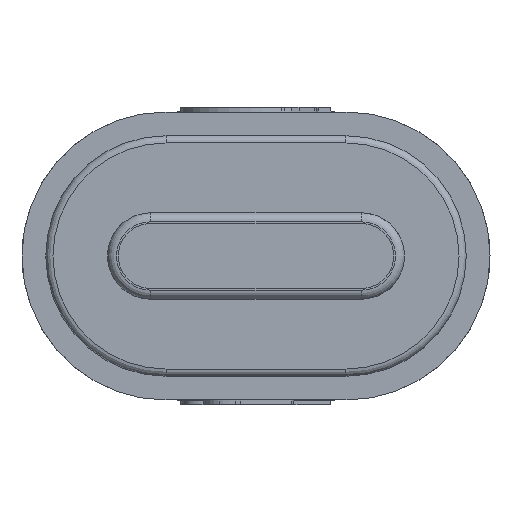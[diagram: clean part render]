
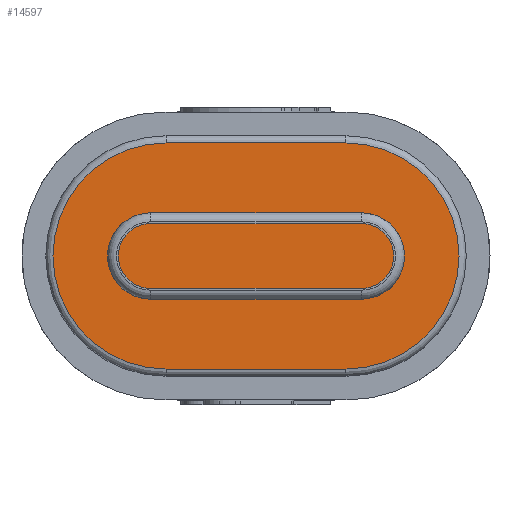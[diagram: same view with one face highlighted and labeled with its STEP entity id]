
A CAD part, left-side view. The second image highlights one B-rep face of the part: STEP entity #14597.
In plain terms, the highlighted face is planar.
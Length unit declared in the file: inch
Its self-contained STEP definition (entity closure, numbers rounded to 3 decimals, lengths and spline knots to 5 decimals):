
#48 = VECTOR ( 'NONE', #1997, 39.37008 ) ;
#1997 = DIRECTION ( 'NONE',  ( 1., 0., 0. ) ) ;
#2232 = CARTESIAN_POINT ( 'NONE',  ( 640.88293, 571.31176, 0.12362 ) ) ;
#2558 = ORIENTED_EDGE ( 'NONE', *, *, #15757, .T. ) ;
#3030 = EDGE_CURVE ( 'NONE', #8294, #4462, #3602, .T. ) ;
#3252 = EDGE_CURVE ( 'NONE', #15448, #8294, #10915, .T. ) ;
#3602 = CIRCLE ( 'NONE', #15656, 0.12362 ) ;
#4417 = AXIS2_PLACEMENT_3D ( 'NONE', #5217, #5124, #11025 ) ;
#4462 = VERTEX_POINT ( 'NONE', #2232 ) ;
#4702 = ORIENTED_EDGE ( 'NONE', *, *, #3252, .T. ) ;
#5009 = CARTESIAN_POINT ( 'NONE',  ( 640.88293, 571.31176, -0.12362 ) ) ;
#5124 = DIRECTION ( 'NONE',  ( 0., 1., 0. ) ) ;
#5217 = CARTESIAN_POINT ( 'NONE',  ( 640.98135, 571.31176, -0.1315 ) ) ;
#5474 = CARTESIAN_POINT ( 'NONE',  ( 641.07978, 571.31176, 0.12362 ) ) ;
#5578 = DIRECTION ( 'NONE',  ( 0., 0., 1. ) ) ;
#6152 = LINE ( 'NONE', #12060, #48 ) ;
#7424 = CARTESIAN_POINT ( 'NONE',  ( 641.07978, 571.31176, 0. ) ) ;
#8205 = CARTESIAN_POINT ( 'NONE',  ( 640.98135, 571.31176, -0.12362 ) ) ;
#8294 = VERTEX_POINT ( 'NONE', #5009 ) ;
#8918 = ORIENTED_EDGE ( 'NONE', *, *, #17745, .T. ) ;
#10915 = LINE ( 'NONE', #8205, #17779 ) ;
#11025 = DIRECTION ( 'NONE',  ( 1., 0., 0. ) ) ;
#11297 = DIRECTION ( 'NONE',  ( -1., 0., 0. ) ) ;
#11873 = DIRECTION ( 'NONE',  ( 0., 1., 0. ) ) ;
#12060 = CARTESIAN_POINT ( 'NONE',  ( 640.98135, 571.31176, 0.12362 ) ) ;
#12679 = PLANE ( 'NONE',  #4417 ) ;
#13158 = DIRECTION ( 'NONE',  ( 0., 1., 0. ) ) ;
#13264 = VERTEX_POINT ( 'NONE', #5474 ) ;
#14123 = ORIENTED_EDGE ( 'NONE', *, *, #3030, .T. ) ;
#14329 = AXIS2_PLACEMENT_3D ( 'NONE', #7424, #11873, #5578 ) ;
#14597 = ADVANCED_FACE ( 'NONE', ( #18339 ), #12679, .T. ) ;
#14603 = CARTESIAN_POINT ( 'NONE',  ( 640.88293, 571.31176, 0. ) ) ;
#14866 = EDGE_LOOP ( 'NONE', ( #2558, #4702, #14123, #8918 ) ) ;
#14886 = CARTESIAN_POINT ( 'NONE',  ( 641.07978, 571.31176, -0.12362 ) ) ;
#15448 = VERTEX_POINT ( 'NONE', #14886 ) ;
#15656 = AXIS2_PLACEMENT_3D ( 'NONE', #14603, #13158, #19007 ) ;
#15757 = EDGE_CURVE ( 'NONE', #13264, #15448, #16764, .T. ) ;
#16764 = CIRCLE ( 'NONE', #14329, 0.12362 ) ;
#17745 = EDGE_CURVE ( 'NONE', #4462, #13264, #6152, .T. ) ;
#17779 = VECTOR ( 'NONE', #11297, 39.37008 ) ;
#18339 = FACE_OUTER_BOUND ( 'NONE', #14866, .T. ) ;
#19007 = DIRECTION ( 'NONE',  ( 0., 0., 1. ) ) ;
